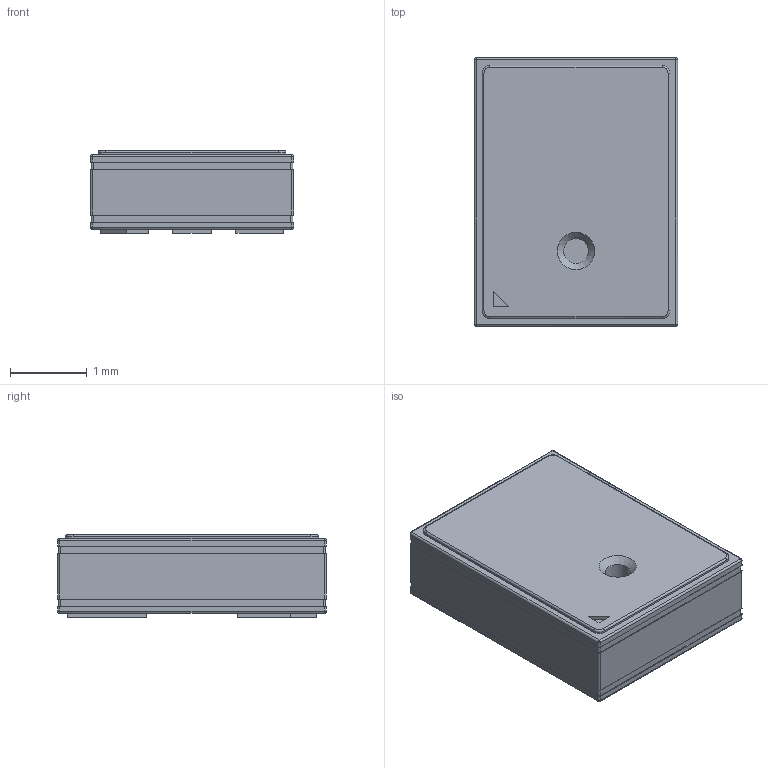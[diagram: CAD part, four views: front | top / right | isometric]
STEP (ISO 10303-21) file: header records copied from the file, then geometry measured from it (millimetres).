
FILE_DESCRIPTION(/* description */ (''),/* implementation_level */ '2;1');
FILE_NAME(/* name */ 'TDK - ICS-40619.step',/* time_stamp */ '2020-04-17T14:47:10+01:00',/* author */ (''),/* organization */ (''),/* preprocessor_version */ 'ST-DEVELOPER v18.1',/* originating_system */ 'Autodesk Translation Framework v9.2.0.1227',/* authorisation */ '');
FILE_SCHEMA (('AUTOMOTIVE_DESIGN { 1 0 10303 214 3 1 1 }'));
Length unit declared in the file: millimetre
Products named in the file (1): TDK - ICS-40619
Bounding box: 2.65 x 3.5 x 1.08 mm (x, y, z)
Volume: 9.5 mm3; surface area: 33.1 mm2
Topology: 1 solids, 1 shells, 117 faces, 273 edges, 171 vertices
Faces by surface type: plane 67, cylinder 25, bspline 24, cone 1
Full cylindrical faces by diameter (mm): 0.325 x1
Entity records: 4042 total; most frequent: CARTESIAN_POINT 1294, ORIENTED_EDGE 546, DIRECTION 540, EDGE_CURVE 273, LINE 194, VECTOR 194, AXIS2_PLACEMENT_3D 173, VERTEX_POINT 171
